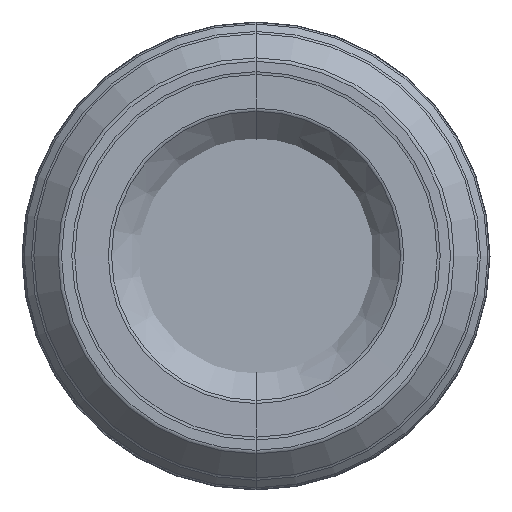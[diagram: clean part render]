
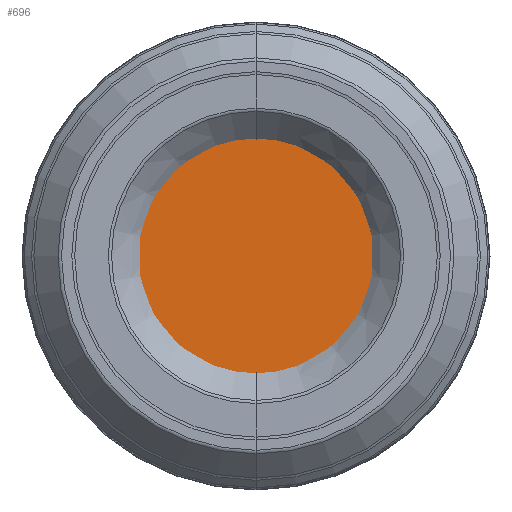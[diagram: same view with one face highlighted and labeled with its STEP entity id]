
A CAD part, top view. The second image highlights one B-rep face of the part: STEP entity #696.
In plain terms, the highlighted planar face has unit normal (0, 0, 1).
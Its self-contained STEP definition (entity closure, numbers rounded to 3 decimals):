
#78=CARTESIAN_POINT('',(0.,0.,50.5));
#79=DIRECTION('',(0.,0.,1.));
#80=DIRECTION('',(0.,1.,0.));
#81=AXIS2_PLACEMENT_3D('',#78,#79,#80);
#86=CARTESIAN_POINT('',(0.,0.,50.5));
#87=DIRECTION('',(0.,0.,-1.));
#88=DIRECTION('',(0.,1.,0.));
#89=AXIS2_PLACEMENT_3D('',#86,#87,#88);
#618=CARTESIAN_POINT('',(0.,20.3,50.5));
#620=VERTEX_POINT('',#618);
#622=CARTESIAN_POINT('',(0.,-20.3,50.5));
#624=VERTEX_POINT('',#622);
#685=CARTESIAN_POINT('',(0.,0.,50.5));
#686=DIRECTION('',(0.,0.,-1.));
#687=DIRECTION('',(0.,-1.,0.));
#688=AXIS2_PLACEMENT_3D('',#685,#686,#687);
#689=PLANE('',#688);
#691=ORIENTED_EDGE('',*,*,#690,.F.);
#693=ORIENTED_EDGE('',*,*,#692,.T.);
#694=EDGE_LOOP('',(#691,#693));
#695=FACE_OUTER_BOUND('',#694,.F.);
#82=CIRCLE('',#81,20.3);
#90=CIRCLE('',#89,20.3);
#690=EDGE_CURVE('',#620,#624,#82,.T.);
#692=EDGE_CURVE('',#620,#624,#90,.T.);
#696=ADVANCED_FACE('',(#695),#689,.F.);
